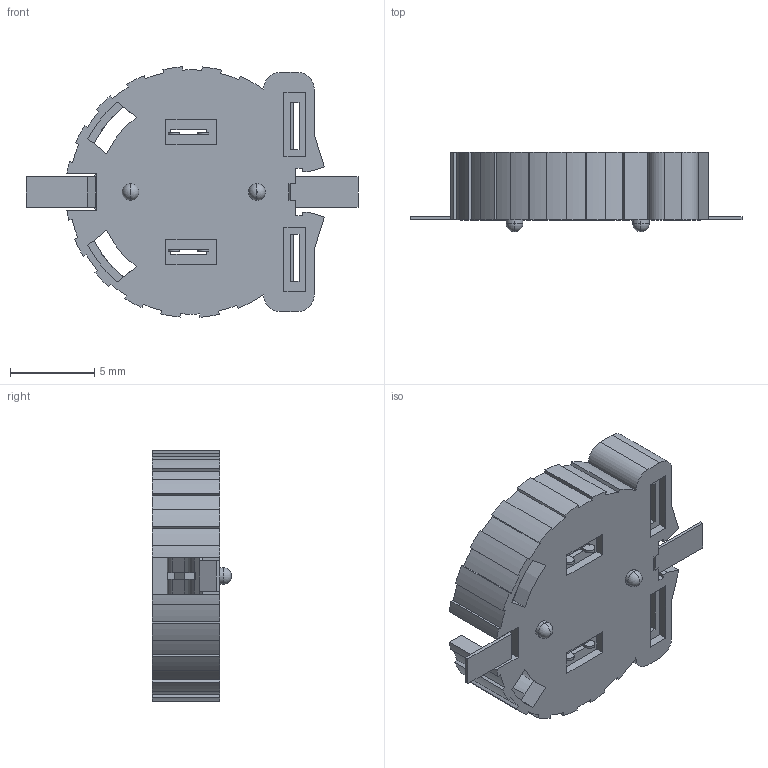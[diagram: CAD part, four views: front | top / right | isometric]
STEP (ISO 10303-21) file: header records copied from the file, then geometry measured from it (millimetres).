
FILE_DESCRIPTION (( 'STEP AP214' ), '1' );
FILE_NAME ('CR1220-2.STEP', '2022-02-16T06:21:51', ( '' ), ( '' ), 'SwSTEP 2.0', 'SolidWorks 2018', '' );
FILE_SCHEMA (( 'AUTOMOTIVE_DESIGN' ));
Length unit declared in the file: millimetre
Products named in the file (2): CR1220-2
Bounding box: 19.7 x 4.7 x 14.86 mm (x, y, z)
Volume: 308.8 mm3; surface area: 1016 mm2
Topology: 3 solids, 3 shells, 264 faces, 756 edges, 500 vertices
Faces by surface type: plane 193, cylinder 67, torus 4
Entity records: 11377 total; most frequent: CARTESIAN_POINT 1564, ORIENTED_EDGE 1512, DIRECTION 1418, EDGE_CURVE 756, VECTOR 598, LINE 598, VERTEX_POINT 500, AXIS2_PLACEMENT_3D 410
